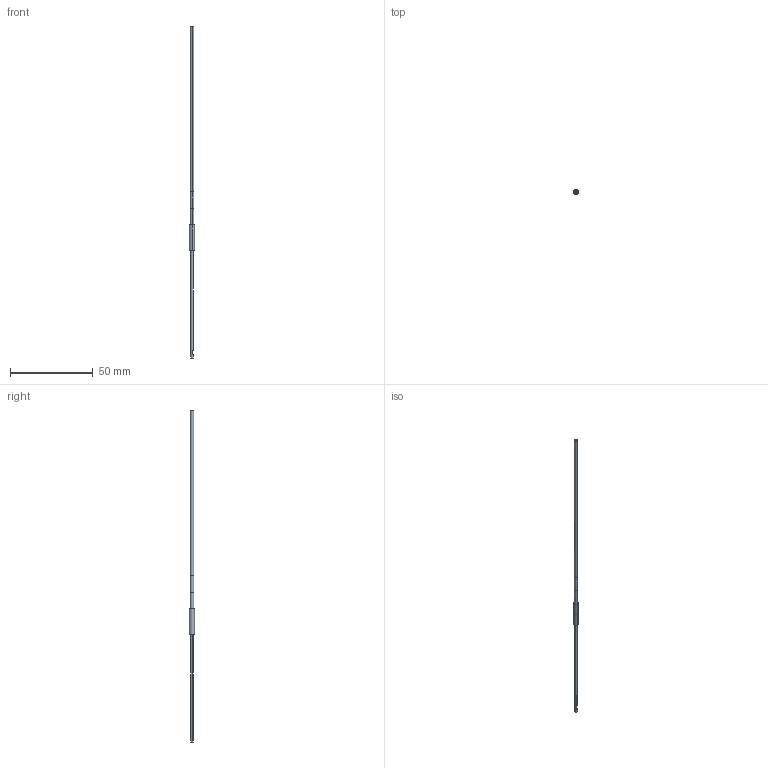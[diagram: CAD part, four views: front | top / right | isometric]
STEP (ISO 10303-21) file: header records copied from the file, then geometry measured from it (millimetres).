
FILE_DESCRIPTION((''),'2;1');
FILE_NAME('193401_ASM','2016-03-23T',('PDMAdmin'),(''),'PRO/ENGINEER BY PARAMETRIC TECHNOLOGY CORPORATION, 2013230','PRO/ENGINEER BY PARAMETRIC TECHNOLOGY CORPORATION, 2013230','');
FILE_SCHEMA(('CONFIG_CONTROL_DESIGN'));
Length unit declared in the file: inch
Products named in the file (6): 38626; 51022; 38683; FIBER_CORE_1MM_45_DEG; 56093_ASM; 193401_ASM
Assembly tree (5 placements, depth 3):
  193401_ASM
    56093_ASM
      38626
      51022
      38683
      FIBER_CORE_1MM_45_DEG
Bounding box: 3.05 x 3.05 x 200.24 mm (x, y, z)
Volume: 557.6 mm3; surface area: 1998.6 mm2
Topology: 4 solids, 5 shells, 42 faces, 92 edges, 56 vertices
Faces by surface type: cylinder 22, plane 12, cone 4, bspline 4
Entity records: 1529 total; most frequent: CARTESIAN_POINT 413, DIRECTION 246, ORIENTED_EDGE 180, AXIS2_PLACEMENT_3D 105, EDGE_CURVE 92, VERTEX_POINT 56, CIRCLE 50, EDGE_LOOP 46
